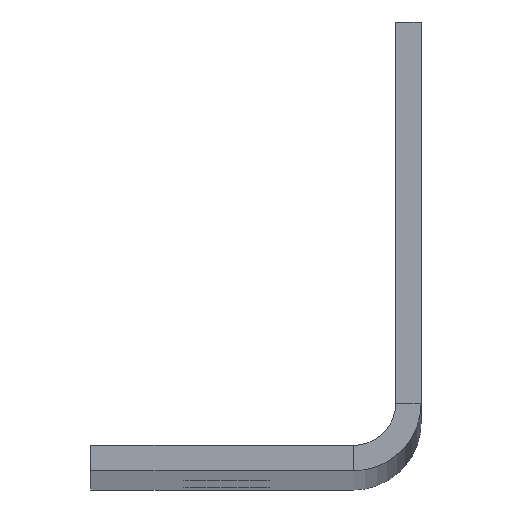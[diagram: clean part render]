
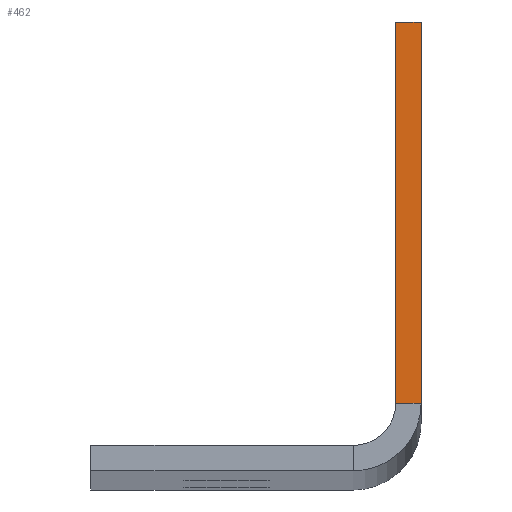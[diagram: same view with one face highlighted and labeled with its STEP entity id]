
A CAD part, top view. The second image highlights one B-rep face of the part: STEP entity #462.
In plain terms, the highlighted planar face has unit normal (0, 0, 1).
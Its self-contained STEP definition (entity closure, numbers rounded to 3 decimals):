
#42 = FACE_OUTER_BOUND ( 'NONE', #396, .T. ) ;
#58 = CARTESIAN_POINT ( 'NONE',  ( 15.5, -1.5, 0. ) ) ;
#93 = CARTESIAN_POINT ( 'NONE',  ( 18., 2.5, 0. ) ) ;
#107 = DIRECTION ( 'NONE',  ( 1., 0., 0. ) ) ;
#130 = EDGE_CURVE ( 'NONE', #927, #972, #442, .T. ) ;
#132 = ORIENTED_EDGE ( 'NONE', *, *, #534, .T. ) ;
#157 = CARTESIAN_POINT ( 'NONE',  ( 19.5, 0., 0. ) ) ;
#219 = EDGE_CURVE ( 'NONE', #538, #927, #645, .T. ) ;
#282 = CARTESIAN_POINT ( 'NONE',  ( 18., 25., 0. ) ) ;
#295 = LINE ( 'NONE', #567, #1127 ) ;
#347 = CARTESIAN_POINT ( 'NONE',  ( 18., 25., 0. ) ) ;
#378 = CARTESIAN_POINT ( 'NONE',  ( 18., 0., 0. ) ) ;
#396 = EDGE_LOOP ( 'NONE', ( #789, #132, #608, #866 ) ) ;
#442 = LINE ( 'NONE', #282, #722 ) ;
#462 = ADVANCED_FACE ( 'NONE', ( #42 ), #688, .T. ) ;
#463 = DIRECTION ( 'NONE',  ( 1., 0., 0. ) ) ;
#534 = EDGE_CURVE ( 'NONE', #538, #790, #295, .T. ) ;
#538 = VERTEX_POINT ( 'NONE', #93 ) ;
#567 = CARTESIAN_POINT ( 'NONE',  ( 18., 2.5, 0. ) ) ;
#578 = VECTOR ( 'NONE', #752, 1000. ) ;
#608 = ORIENTED_EDGE ( 'NONE', *, *, #826, .T. ) ;
#645 = LINE ( 'NONE', #378, #578 ) ;
#688 = PLANE ( 'NONE',  #1088 ) ;
#722 = VECTOR ( 'NONE', #463, 1000. ) ;
#752 = DIRECTION ( 'NONE',  ( 0., 1., 0. ) ) ;
#783 = DIRECTION ( 'NONE',  ( 0., 0., 1. ) ) ;
#789 = ORIENTED_EDGE ( 'NONE', *, *, #219, .F. ) ;
#790 = VERTEX_POINT ( 'NONE', #858 ) ;
#799 = VECTOR ( 'NONE', #887, 1000. ) ;
#826 = EDGE_CURVE ( 'NONE', #790, #972, #992, .T. ) ;
#858 = CARTESIAN_POINT ( 'NONE',  ( 19.5, 2.5, 0. ) ) ;
#866 = ORIENTED_EDGE ( 'NONE', *, *, #130, .F. ) ;
#884 = DIRECTION ( 'NONE',  ( 1., 0., 0. ) ) ;
#887 = DIRECTION ( 'NONE',  ( 0., 1., 0. ) ) ;
#927 = VERTEX_POINT ( 'NONE', #347 ) ;
#972 = VERTEX_POINT ( 'NONE', #1202 ) ;
#992 = LINE ( 'NONE', #157, #799 ) ;
#1088 = AXIS2_PLACEMENT_3D ( 'NONE', #58, #783, #884 ) ;
#1127 = VECTOR ( 'NONE', #107, 1000. ) ;
#1202 = CARTESIAN_POINT ( 'NONE',  ( 19.5, 25., 0. ) ) ;
